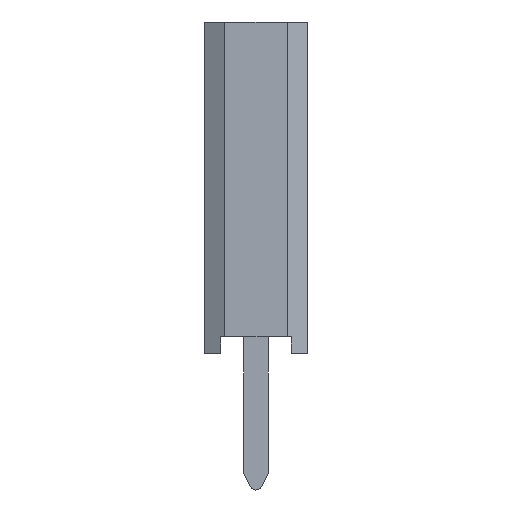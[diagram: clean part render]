
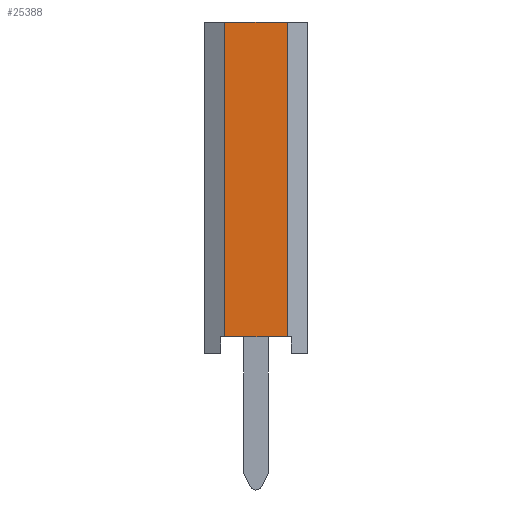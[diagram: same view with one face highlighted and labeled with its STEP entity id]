
A CAD part, left-side view. The second image highlights one B-rep face of the part: STEP entity #25388.
In plain terms, the highlighted planar face has unit normal (-1, 0, 0).
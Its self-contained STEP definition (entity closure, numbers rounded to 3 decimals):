
#117 = PLANE('',#118);
#118 = AXIS2_PLACEMENT_3D('',#119,#120,#121);
#119 = CARTESIAN_POINT('',(9.476,8.,0.));
#120 = DIRECTION('',(0.,1.,0.));
#121 = DIRECTION('',(0.,-0.,1.));
#173 = PLANE('',#174);
#174 = AXIS2_PLACEMENT_3D('',#175,#176,#177);
#175 = CARTESIAN_POINT('',(12.016,0.4,0.));
#176 = DIRECTION('',(0.,-1.,0.));
#177 = DIRECTION('',(0.,0.,-1.));
#855 = VERTEX_POINT('',#856);
#856 = CARTESIAN_POINT('',(9.476,0.4,2.));
#870 = PLANE('',#871);
#871 = AXIS2_PLACEMENT_3D('',#872,#873,#874);
#872 = CARTESIAN_POINT('',(9.764,8.,2.5));
#873 = DIRECTION('',(0.866,0.,-0.5));
#874 = DIRECTION('',(-0.5,0.,-0.866));
#882 = EDGE_CURVE('',#883,#855,#885,.T.);
#883 = VERTEX_POINT('',#884);
#884 = CARTESIAN_POINT('',(9.476,0.4,0.5));
#885 = SURFACE_CURVE('',#886,(#890,#897),.PCURVE_S1.);
#886 = LINE('',#887,#888);
#887 = CARTESIAN_POINT('',(9.476,0.4,0.5));
#888 = VECTOR('',#889,1.);
#889 = DIRECTION('',(0.,0.,1.));
#890 = PCURVE('',#173,#891);
#891 = DEFINITIONAL_REPRESENTATION('',(#892),#896);
#892 = LINE('',#893,#894);
#893 = CARTESIAN_POINT('',(-0.5,-2.54));
#894 = VECTOR('',#895,1.);
#895 = DIRECTION('',(-1.,0.));
#896 = ( GEOMETRIC_REPRESENTATION_CONTEXT(2) 
PARAMETRIC_REPRESENTATION_CONTEXT() REPRESENTATION_CONTEXT('2D SPACE',''
  ) );
#897 = PCURVE('',#898,#903);
#898 = PLANE('',#899);
#899 = AXIS2_PLACEMENT_3D('',#900,#901,#902);
#900 = CARTESIAN_POINT('',(9.476,0.4,0.));
#901 = DIRECTION('',(-1.,0.,0.));
#902 = DIRECTION('',(0.,0.,1.));
#903 = DEFINITIONAL_REPRESENTATION('',(#904),#908);
#904 = LINE('',#905,#906);
#905 = CARTESIAN_POINT('',(0.5,0.));
#906 = VECTOR('',#907,1.);
#907 = DIRECTION('',(1.,0.));
#908 = ( GEOMETRIC_REPRESENTATION_CONTEXT(2) 
PARAMETRIC_REPRESENTATION_CONTEXT() REPRESENTATION_CONTEXT('2D SPACE',''
  ) );
#926 = PLANE('',#927);
#927 = AXIS2_PLACEMENT_3D('',#928,#929,#930);
#928 = CARTESIAN_POINT('',(9.476,8.,0.5));
#929 = DIRECTION('',(0.866,0.,0.5));
#930 = DIRECTION('',(0.5,0.,-0.866));
#10300 = VERTEX_POINT('',#10301);
#10301 = CARTESIAN_POINT('',(9.476,8.,0.5));
#10322 = EDGE_CURVE('',#10300,#10323,#10325,.T.);
#10323 = VERTEX_POINT('',#10324);
#10324 = CARTESIAN_POINT('',(9.476,8.,2.));
#10325 = SURFACE_CURVE('',#10326,(#10330,#10337),.PCURVE_S1.);
#10326 = LINE('',#10327,#10328);
#10327 = CARTESIAN_POINT('',(9.476,8.,0.5));
#10328 = VECTOR('',#10329,1.);
#10329 = DIRECTION('',(0.,0.,1.));
#10330 = PCURVE('',#117,#10331);
#10331 = DEFINITIONAL_REPRESENTATION('',(#10332),#10336);
#10332 = LINE('',#10333,#10334);
#10333 = CARTESIAN_POINT('',(0.5,0.));
#10334 = VECTOR('',#10335,1.);
#10335 = DIRECTION('',(1.,0.));
#10336 = ( GEOMETRIC_REPRESENTATION_CONTEXT(2) 
PARAMETRIC_REPRESENTATION_CONTEXT() REPRESENTATION_CONTEXT('2D SPACE',''
  ) );
#10337 = PCURVE('',#898,#10338);
#10338 = DEFINITIONAL_REPRESENTATION('',(#10339),#10343);
#10339 = LINE('',#10340,#10341);
#10340 = CARTESIAN_POINT('',(0.5,7.6));
#10341 = VECTOR('',#10342,1.);
#10342 = DIRECTION('',(1.,0.));
#10343 = ( GEOMETRIC_REPRESENTATION_CONTEXT(2) 
PARAMETRIC_REPRESENTATION_CONTEXT() REPRESENTATION_CONTEXT('2D SPACE',''
  ) );
#25251 = EDGE_CURVE('',#855,#10323,#25252,.T.);
#25252 = SURFACE_CURVE('',#25253,(#25257,#25264),.PCURVE_S1.);
#25253 = LINE('',#25254,#25255);
#25254 = CARTESIAN_POINT('',(9.476,0.4,2.));
#25255 = VECTOR('',#25256,1.);
#25256 = DIRECTION('',(0.,1.,0.));
#25257 = PCURVE('',#870,#25258);
#25258 = DEFINITIONAL_REPRESENTATION('',(#25259),#25263);
#25259 = LINE('',#25260,#25261);
#25260 = CARTESIAN_POINT('',(0.577,-7.6));
#25261 = VECTOR('',#25262,1.);
#25262 = DIRECTION('',(0.,1.));
#25263 = ( GEOMETRIC_REPRESENTATION_CONTEXT(2) 
PARAMETRIC_REPRESENTATION_CONTEXT() REPRESENTATION_CONTEXT('2D SPACE',''
  ) );
#25264 = PCURVE('',#898,#25265);
#25265 = DEFINITIONAL_REPRESENTATION('',(#25266),#25270);
#25266 = LINE('',#25267,#25268);
#25267 = CARTESIAN_POINT('',(2.,0.));
#25268 = VECTOR('',#25269,1.);
#25269 = DIRECTION('',(0.,1.));
#25270 = ( GEOMETRIC_REPRESENTATION_CONTEXT(2) 
PARAMETRIC_REPRESENTATION_CONTEXT() REPRESENTATION_CONTEXT('2D SPACE',''
  ) );
#25337 = EDGE_CURVE('',#10300,#883,#25338,.T.);
#25338 = SURFACE_CURVE('',#25339,(#25343,#25350),.PCURVE_S1.);
#25339 = LINE('',#25340,#25341);
#25340 = CARTESIAN_POINT('',(9.476,8.,0.5));
#25341 = VECTOR('',#25342,1.);
#25342 = DIRECTION('',(0.,-1.,0.));
#25343 = PCURVE('',#926,#25344);
#25344 = DEFINITIONAL_REPRESENTATION('',(#25345),#25349);
#25345 = LINE('',#25346,#25347);
#25346 = CARTESIAN_POINT('',(0.,0.));
#25347 = VECTOR('',#25348,1.);
#25348 = DIRECTION('',(0.,-1.));
#25349 = ( GEOMETRIC_REPRESENTATION_CONTEXT(2) 
PARAMETRIC_REPRESENTATION_CONTEXT() REPRESENTATION_CONTEXT('2D SPACE',''
  ) );
#25350 = PCURVE('',#898,#25351);
#25351 = DEFINITIONAL_REPRESENTATION('',(#25352),#25356);
#25352 = LINE('',#25353,#25354);
#25353 = CARTESIAN_POINT('',(0.5,7.6));
#25354 = VECTOR('',#25355,1.);
#25355 = DIRECTION('',(0.,-1.));
#25356 = ( GEOMETRIC_REPRESENTATION_CONTEXT(2) 
PARAMETRIC_REPRESENTATION_CONTEXT() REPRESENTATION_CONTEXT('2D SPACE',''
  ) );
#25388 = ADVANCED_FACE('',(#25389),#898,.T.);
#25389 = FACE_BOUND('',#25390,.T.);
#25390 = EDGE_LOOP('',(#25391,#25392,#25393,#25394));
#25391 = ORIENTED_EDGE('',*,*,#25251,.T.);
#25392 = ORIENTED_EDGE('',*,*,#10322,.F.);
#25393 = ORIENTED_EDGE('',*,*,#25337,.T.);
#25394 = ORIENTED_EDGE('',*,*,#882,.T.);
